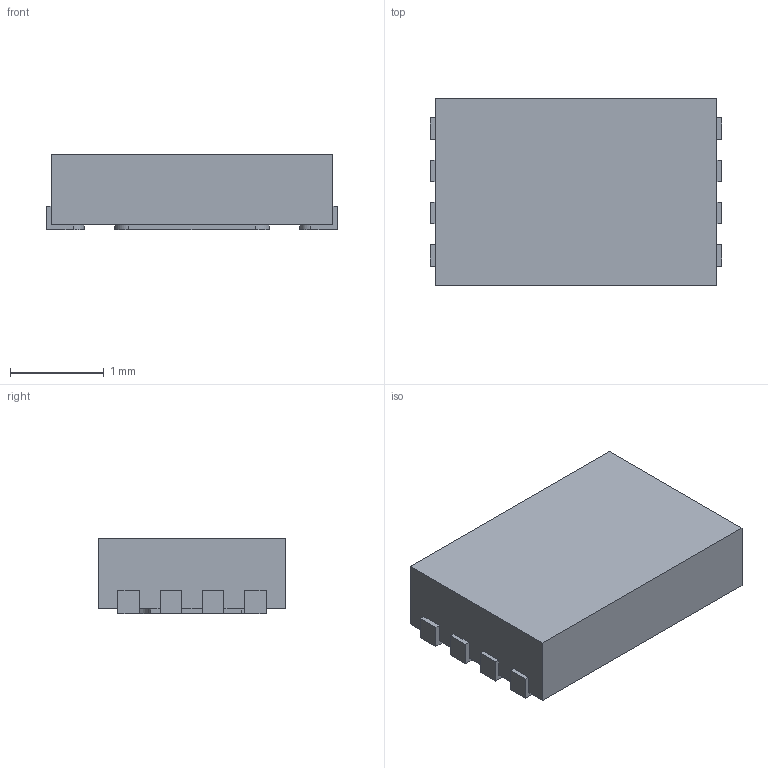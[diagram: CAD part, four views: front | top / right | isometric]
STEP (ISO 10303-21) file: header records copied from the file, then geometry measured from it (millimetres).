
FILE_DESCRIPTION(('FreeCAD Model'),'2;1');
FILE_NAME( 'DFN-8-1EP_3x2mm_Pitch0.45mm.step', '2016-03-21T16:58:42',('Author'),(''), 'Open CASCADE STEP processor 6.8','FreeCAD','Unknown');
FILE_SCHEMA(('AUTOMOTIVE_DESIGN_CC2 { 1 2 10303 214 -1 1 5 4 }'));
Length unit declared in the file: millimetre
Products named in the file (1): User_Library-DFN-8-1
Bounding box: 3.1 x 2 x 0.8 mm (x, y, z)
Volume: 4.7 mm3; surface area: 20.6 mm2
Topology: 1 solids, 1 shells, 63 faces, 180 edges, 120 vertices
Faces by surface type: plane 51, cylinder 12
Entity records: 5942 total; most frequent: CARTESIAN_POINT 1984, DIRECTION 626, LINE 444, VECTOR 444, ORIENTED_EDGE 360, PCURVE 360, DEFINITIONAL_REPRESENTATION 360, EDGE_CURVE 180
